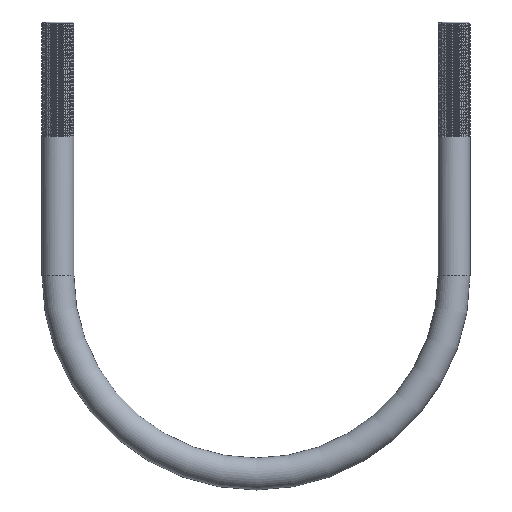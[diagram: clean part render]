
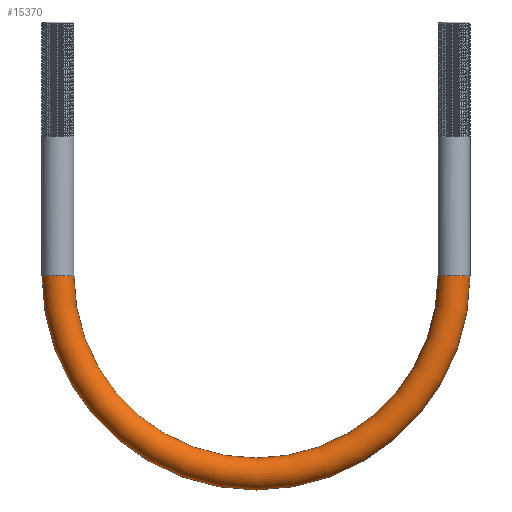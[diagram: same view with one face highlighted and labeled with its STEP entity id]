
A CAD part, front view. The second image highlights one B-rep face of the part: STEP entity #15370.
In plain terms, the highlighted toroidal (fillet/blend) face has major radius 124 mm and minor radius 10 mm.
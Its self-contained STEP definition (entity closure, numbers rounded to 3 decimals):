
#822 = VERTEX_POINT ( 'NONE', #18766 ) ;
#1137 = DIRECTION ( 'NONE',  ( 0., 1., 0. ) ) ;
#1402 = CIRCLE ( 'NONE', #8138, 10. ) ;
#2122 = VERTEX_POINT ( 'NONE', #24367 ) ;
#3283 = DIRECTION ( 'NONE',  ( 0., 0., 1. ) ) ;
#3938 = VERTEX_POINT ( 'NONE', #15980 ) ;
#5083 = DIRECTION ( 'NONE',  ( 0., 0., 1. ) ) ;
#5489 = EDGE_LOOP ( 'NONE', ( #25082, #16618, #18658, #20714 ) ) ;
#6405 = DIRECTION ( 'NONE',  ( 0., 1., 0. ) ) ;
#7199 = CARTESIAN_POINT ( 'NONE',  ( 107.5, 0., -230.642 ) ) ;
#8138 = AXIS2_PLACEMENT_3D ( 'NONE', #24834, #22847, #22722 ) ;
#10960 = AXIS2_PLACEMENT_3D ( 'NONE', #16270, #6405, #24554 ) ;
#12161 = VERTEX_POINT ( 'NONE', #16596 ) ;
#12450 = FACE_OUTER_BOUND ( 'NONE', #5489, .T. ) ;
#13006 = EDGE_CURVE ( 'NONE', #12161, #2122, #18178, .T. ) ;
#13722 = CIRCLE ( 'NONE', #25908, 134. ) ;
#14001 = AXIS2_PLACEMENT_3D ( 'NONE', #21292, #3283, #23532 ) ;
#14758 = EDGE_CURVE ( 'NONE', #2122, #3938, #13722, .T. ) ;
#15370 = ADVANCED_FACE ( 'NONE', ( #12450 ), #17503, .T. ) ;
#15980 = CARTESIAN_POINT ( 'NONE',  ( -26.5, 0., -230.642 ) ) ;
#16270 = CARTESIAN_POINT ( 'NONE',  ( 107.5, 0., -230.642 ) ) ;
#16596 = CARTESIAN_POINT ( 'NONE',  ( 221.5, 0., -230.642 ) ) ;
#16618 = ORIENTED_EDGE ( 'NONE', *, *, #13006, .F. ) ;
#17503 = TOROIDAL_SURFACE ( 'NONE', #10960, 124., 10. ) ;
#17818 = EDGE_CURVE ( 'NONE', #12161, #822, #25454, .T. ) ;
#18178 = CIRCLE ( 'NONE', #14001, 10. ) ;
#18270 = AXIS2_PLACEMENT_3D ( 'NONE', #7199, #1137, #5083 ) ;
#18608 = DIRECTION ( 'NONE',  ( 0., 1., 0. ) ) ;
#18658 = ORIENTED_EDGE ( 'NONE', *, *, #17818, .T. ) ;
#18766 = CARTESIAN_POINT ( 'NONE',  ( -6.5, 0., -230.642 ) ) ;
#20125 = EDGE_CURVE ( 'NONE', #822, #3938, #1402, .T. ) ;
#20714 = ORIENTED_EDGE ( 'NONE', *, *, #20125, .T. ) ;
#21292 = CARTESIAN_POINT ( 'NONE',  ( 231.5, 0., -230.642 ) ) ;
#22563 = DIRECTION ( 'NONE',  ( 0., 0., 1. ) ) ;
#22722 = DIRECTION ( 'NONE',  ( -1., 0., 0. ) ) ;
#22847 = DIRECTION ( 'NONE',  ( 0., 0., -1. ) ) ;
#23532 = DIRECTION ( 'NONE',  ( 1., 0., 0. ) ) ;
#24367 = CARTESIAN_POINT ( 'NONE',  ( 241.5, 0., -230.642 ) ) ;
#24554 = DIRECTION ( 'NONE',  ( 0., 0., 1. ) ) ;
#24672 = CARTESIAN_POINT ( 'NONE',  ( 107.5, 0., -230.642 ) ) ;
#24834 = CARTESIAN_POINT ( 'NONE',  ( -16.5, 0., -230.642 ) ) ;
#25082 = ORIENTED_EDGE ( 'NONE', *, *, #14758, .F. ) ;
#25454 = CIRCLE ( 'NONE', #18270, 114. ) ;
#25908 = AXIS2_PLACEMENT_3D ( 'NONE', #24672, #18608, #22563 ) ;
